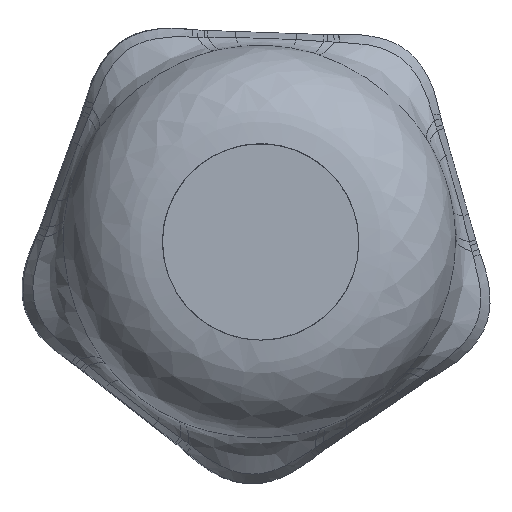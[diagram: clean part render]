
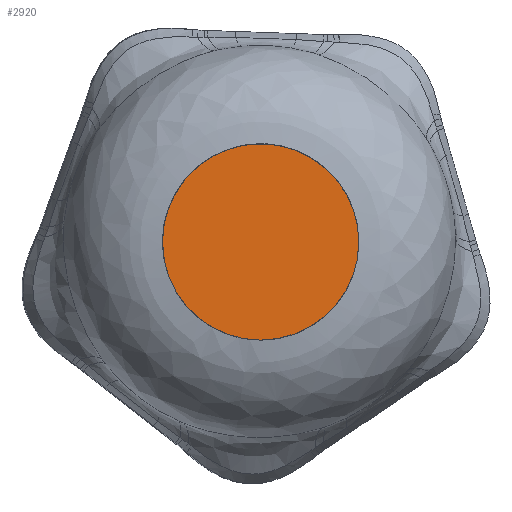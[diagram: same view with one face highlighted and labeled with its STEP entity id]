
A CAD part, top view. The second image highlights one B-rep face of the part: STEP entity #2920.
In plain terms, the highlighted face is planar.
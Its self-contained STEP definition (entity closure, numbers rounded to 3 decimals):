
#187=PLANE('',#3004);
#367=FACE_OUTER_BOUND('',#548,.T.);
#548=EDGE_LOOP('',(#2730));
#590=CIRCLE('',#3003,7.5);
#1395=VERTEX_POINT('',#9731);
#1839=EDGE_CURVE('',#1395,#1395,#590,.T.);
#2730=ORIENTED_EDGE('',*,*,#1839,.T.);
#2920=ADVANCED_FACE('',(#367),#187,.T.);
#3003=AXIS2_PLACEMENT_3D('',#9732,#3275,#3276);
#3004=AXIS2_PLACEMENT_3D('',#9734,#3278,#3279);
#3275=DIRECTION('center_axis',(0.006,-0.002,
1.));
#3276=DIRECTION('ref_axis',(0.,1.,0.002));
#3278=DIRECTION('center_axis',(0.006,-0.002,
1.));
#3279=DIRECTION('ref_axis',(1.,0.,-0.006));
#9731=CARTESIAN_POINT('',(213.667,-25.567,15.865));
#9732=CARTESIAN_POINT('Origin',(213.666,-18.067,15.882));
#9734=CARTESIAN_POINT('Origin',(213.467,-19.14,15.881));
